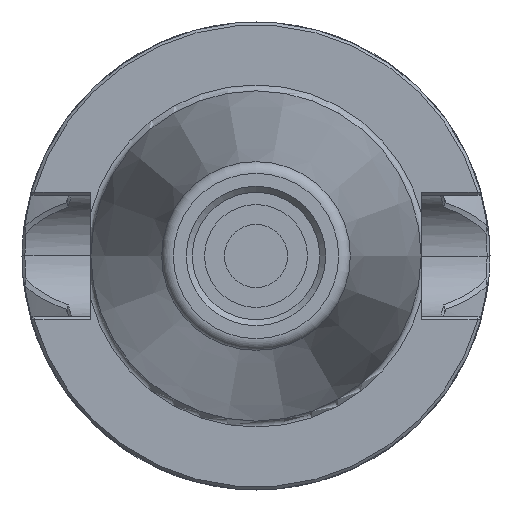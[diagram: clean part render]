
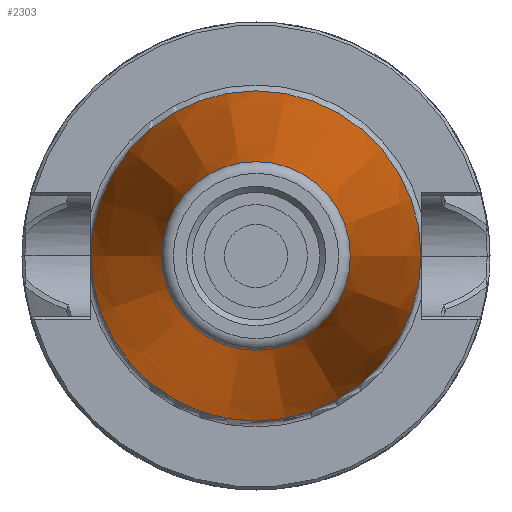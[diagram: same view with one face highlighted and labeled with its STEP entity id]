
A CAD part, left-side view. The second image highlights one B-rep face of the part: STEP entity #2303.
In plain terms, the highlighted conical face has half-angle 8.445 degrees and reference radius 17.363 mm.
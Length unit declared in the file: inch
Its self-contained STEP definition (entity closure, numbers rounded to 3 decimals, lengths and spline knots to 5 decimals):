
#42=CONICAL_SURFACE('',#2527,0.68356,0.147);
#228=CIRCLE('',#2528,0.875);
#229=CIRCLE('',#2529,0.50004);
#230=CIRCLE('',#2530,0.50004);
#377=FACE_OUTER_BOUND('',#505,.T.);
#505=EDGE_LOOP('',(#2103,#2104,#2105,#2106,#2107));
#741=LINE('',#5000,#865);
#865=VECTOR('',#3075,0.68356);
#1122=VERTEX_POINT('',#4997);
#1123=VERTEX_POINT('',#4999);
#1124=VERTEX_POINT('',#5001);
#1455=EDGE_CURVE('',#1122,#1122,#228,.T.);
#1456=EDGE_CURVE('',#1122,#1123,#741,.T.);
#1457=EDGE_CURVE('',#1124,#1123,#229,.T.);
#1458=EDGE_CURVE('',#1123,#1124,#230,.T.);
#2103=ORIENTED_EDGE('',*,*,#1455,.T.);
#2104=ORIENTED_EDGE('',*,*,#1456,.T.);
#2105=ORIENTED_EDGE('',*,*,#1457,.F.);
#2106=ORIENTED_EDGE('',*,*,#1458,.F.);
#2107=ORIENTED_EDGE('',*,*,#1456,.F.);
#2303=ADVANCED_FACE('',(#377),#42,.T.);
#2527=AXIS2_PLACEMENT_3D('',#4996,#3071,#3072);
#2528=AXIS2_PLACEMENT_3D('',#4998,#3073,#3074);
#2529=AXIS2_PLACEMENT_3D('',#5002,#3076,#3077);
#2530=AXIS2_PLACEMENT_3D('',#5003,#3078,#3079);
#3071=DIRECTION('center_axis',(1.,0.,0.));
#3072=DIRECTION('ref_axis',(0.,-1.,0.));
#3073=DIRECTION('center_axis',(-1.,0.,0.));
#3074=DIRECTION('ref_axis',(0.,0.,1.));
#3075=DIRECTION('',(-0.989,-0.147,0.));
#3076=DIRECTION('center_axis',(-1.,0.,0.));
#3077=DIRECTION('ref_axis',(0.,1.,0.));
#3078=DIRECTION('center_axis',(-1.,0.,0.));
#3079=DIRECTION('ref_axis',(0.,1.,0.));
#4996=CARTESIAN_POINT('Origin',(-1.28937,0.,0.));
#4997=CARTESIAN_POINT('',(0.,0.875,0.));
#4998=CARTESIAN_POINT('Origin',(0.,0.,0.));
#4999=CARTESIAN_POINT('',(-2.52542,0.50004,0.));
#5000=CARTESIAN_POINT('',(-1.28937,0.68356,0.));
#5001=CARTESIAN_POINT('',(-2.52542,0.,-0.50004));
#5002=CARTESIAN_POINT('Origin',(-2.52542,0.,0.));
#5003=CARTESIAN_POINT('Origin',(-2.52542,0.,0.));
